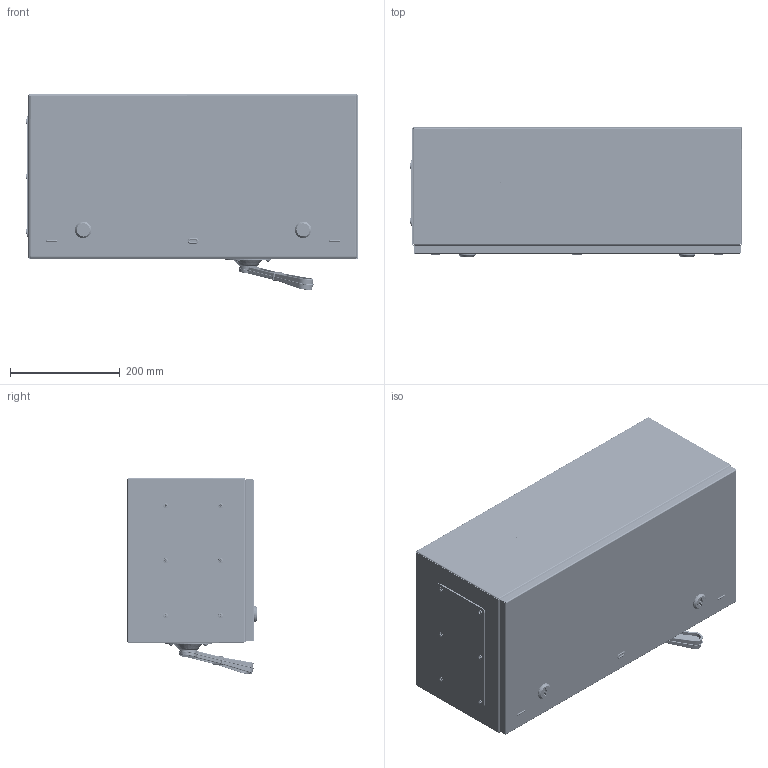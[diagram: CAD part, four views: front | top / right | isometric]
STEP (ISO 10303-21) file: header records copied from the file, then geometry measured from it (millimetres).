
FILE_DESCRIPTION (( 'STEP AP214' ), '1' );
FILE_NAME ('U450521 ßùèê ñèëîâîé ßÐÏ-400Ï-IP54-Ó3 Óçîëà (450.000.009-01).STEP', '2025-06-23T05:50:14', ( '' ), ( '' ), 'SwSTEP 2.0', 'SolidWorks 2017', '' );
FILE_SCHEMA (( 'AUTOMOTIVE_DESIGN' ));
Length unit declared in the file: millimetre
Products named in the file (62): Ðóêîÿòêà_ÂÐ32_2_00; 嵑殧趌11371_8; ������_��32_2_��32(400�)����; Øïëèíò_397_3,2å40; 鎔艜_17473_M6x12; 026-56 赶鎀鍧_00; 008-52 栺樇罻_01; 044-33 ����������_00_���-100; ﾇ瑟鶴 ﾇﾘ-1 (ﾟﾇﾘﾂ.0_L45)_00; 嵑殧趌6402_6; 蹴濋趌5915_M8; 嵑殧趌11371_5; 027-30-01 Êðûøêà_027-30_1; 056-50 椯鴀殣罻_03; 029-96 扰鍙欙樥燲01; 鎗鵻罻_覆32_2-1_00; 鎔艜_17473_M6x25; Ïðîêëàäêà ïåíîïîëèóðèòàí ßÐÏ-400Ï_01; Øïèëüêà çàçåìëåíèÿ CKF CS_Œ8å20; 012-131 眈翴錪 鳱歑醂04; 002-96 栺樇罻_01; 嵑殧趌6402_10; 鎔艜_17473_M5x12; 扻豵鵨_п-1; 嵑殧趌6402_5; U450521 ßùèê ñèëîâîé ßÐÏ-400Ï-IP54-Ó3 Óçîëà (450.000.009-01); 044-37 Ïðîêëàäêà (ÂÐ)_00; 010-69 眈翴錪_01; 蹴濋趌5915_M6; 060-128 嵙縺 400餛02; Êîíòàêò1_ÊÏ-ÏÍ2_1_02; 蹴濋趌5927_M10; 044-38 Ïðîêëàäêà (ÂÐ)_00; 040-116 Âèíò ñïåöèàëüíûé ST 4,8x9; 000.201.045 攜歑罻_01-01; 037-12 毳罻 櫇襛醂00; 044-30 砎鍧錟儆趌00; 嵑殧趌6402_8; 嵑殧趌11371_6; 002-104 栺樇罻_01 ...
Assembly tree (166 placements, depth 4):
  U450521 ßùèê ñèëîâîé ßÐÏ-400Ï-IP54-Ó3 Óçîëà (450.000.009-01)
    000.106.009 忺謤僔_00-01
      008-52 栺樇罻_01
      002-96 栺樇罻_01
      002-104 栺樇罻_01
      028-16 栴鍕趌00  x2
      026-26 赶鎀鍧_00  x2
      029-96 扰鍙欙樥燲01  x2
      010-69 眈翴錪_01
      Øïèëüêà çàçåìëåíèÿ CKF CS_Œ8å20
    037-12 毳罻 櫇襛醂00  x2
    Øïëèíò_397_3,2å40  x2
    嵑殧趌11371_5  x5
    嵑殧趌6402_5  x6
    鎔艜_17473_M5x12  x9
    000.201.045 攜歑罻_01-01
      000.211.051 ﾎ魵瑙韃 葢褞鐇01
        012-131 眈翴錪 鳱歑醂04
        026-56 赶鎀鍧_00  x2
      ﾇ瑟鶴 ﾇﾘ-1 (ﾟﾇﾘﾂ.0_L45)_00  x2
        扻豵鵨_п-1
        ч瀁禬п-1_00
        嵑殧趌11371_6
        鎔艜_17473_M6x12
      Ïðîêëàäêà ïåíîïîëèóðèòàí ßÐÏ-400Ï_01
      044-33 ����������_00_���-100
    嵑殧趌11371_8  x2
    嵑殧趌6402_8
    蹴濋趌5915_M8
    056-50 椯鴀殣罻_03
    Øàéáà_6958 øèðîêàÿ _5  x4
    044-38 Ïðîêëàäêà (ÂÐ)_00
    044-37 Ïðîêëàäêà (ÂÐ)_00
    060-127 嵙縺 400餛00
    060-129 嵙縺 400餛03
    060-128 嵙縺 400餛02
    027-30-01 Êðûøêà_027-30_1
    044-30 砎鍧錟儆趌00
    040-116 Âèíò ñïåöèàëüíûé ST 4,8x9  x6
    ��32-37�71250-32 ���3_��32-37�71250-32 (�����)
      ������_��32_2_��32(400�)����
      嵑殧趌11371_10  x18
      鍔錓_7798_M10x30  x9
      嵑殧趌6402_10  x9
      蹴濋趌5927_M10  x9
      ﾊ濱ﾂﾐ32_2-1_00
      Ðóêîÿòêà_ÂÐ32_2_00
      鎗鵻罻_覆32_2-1_00
    000.612.012 Äåðæàòåëü ïðåäîõðàíèòåëÿ 400À_02  x3
      ﾎ魵瑙韃 ﾎﾔﾏ-2_01
      Êîíòàêò ïðåäîõðàíèòåëÿ ÏÍ2_1_02
        Êîíòàêò1_ÊÏ-ÏÍ2_1_02
        Ïðóæèíà-êîëüöî1_ðóáèëüíèê 100À_00  x2
        023-08 砑鳧罻_01
        嵑殧趌11371_5  x2
        鎔艜_17473_M5x20  x2
        嵑殧趌11371_10  x2
        嵑殧趌6402_10
        蹴濋趌5915_M10
        鍔錓_7798_M10x30
Bounding box: 604.22 x 235.2 x 356.76 mm (x, y, z)
Volume: 3998372.8 mm3; surface area: 2694640.5 mm2
Topology: 269 solids, 271 shells, 7228 faces, 17466 edges, 11026 vertices
Faces by surface type: plane 3798, cylinder 1932, bspline 1097, torus 191, sphere 172, cone 38
Entity records: 211353 total; most frequent: CARTESIAN_POINT 111571, ORIENTED_EDGE 21120, DIRECTION 17315, EDGE_CURVE 10560, VERTEX_POINT 6804, LINE 6695, VECTOR 6695, AXIS2_PLACEMENT_3D 5310
